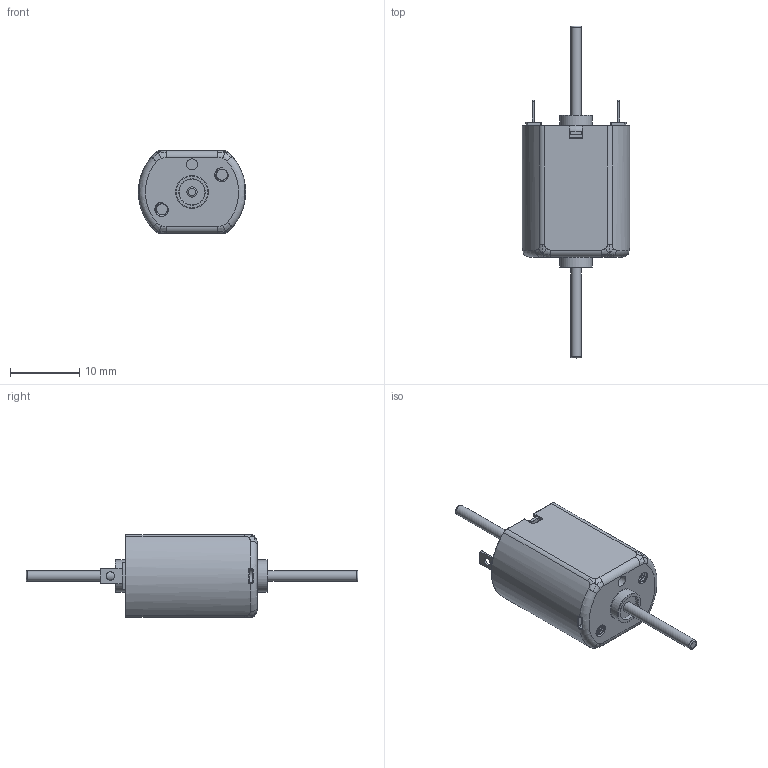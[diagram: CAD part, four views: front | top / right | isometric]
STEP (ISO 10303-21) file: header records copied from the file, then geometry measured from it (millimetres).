
FILE_DESCRIPTION(/* description */ (''),/* implementation_level */ '2;1');
FILE_NAME(/* name */ 'M15N-3-PS.step',/* time_stamp */ '2020-03-20T22:12:02+00:00',/* author */ (''),/* organization */ (''),/* preprocessor_version */ 'ST-DEVELOPER v18',/* originating_system */ 'Autodesk Translation Framework v8.12.0.6',/* authorisation */ '');
FILE_SCHEMA (('AUTOMOTIVE_DESIGN { 1 0 10303 214 3 1 1 }'));
Length unit declared in the file: millimetre
Products named in the file (1): Mitsumi M15N
Bounding box: 15.5 x 48 x 12 mm (x, y, z)
Volume: 3156.2 mm3; surface area: 1562.2 mm2
Topology: 1 solids, 1 shells, 260 faces, 641 edges, 399 vertices
Faces by surface type: cylinder 114, plane 62, bspline 40, torus 35, sphere 9
Full cylindrical faces by diameter (mm): 1.2 x2, 1.5 x2, 1.6 x1, 1.623 x16, 2 x4, 2.074 x14, 3.68 x1, 3.7 x1, 4.68 x1, 4.7 x1
Entity records: 12605 total; most frequent: CARTESIAN_POINT 6513, ORIENTED_EDGE 1282, DIRECTION 1171, EDGE_CURVE 641, AXIS2_PLACEMENT_3D 473, VERTEX_POINT 399, EDGE_LOOP 280, FACE_OUTER_BOUND 260
